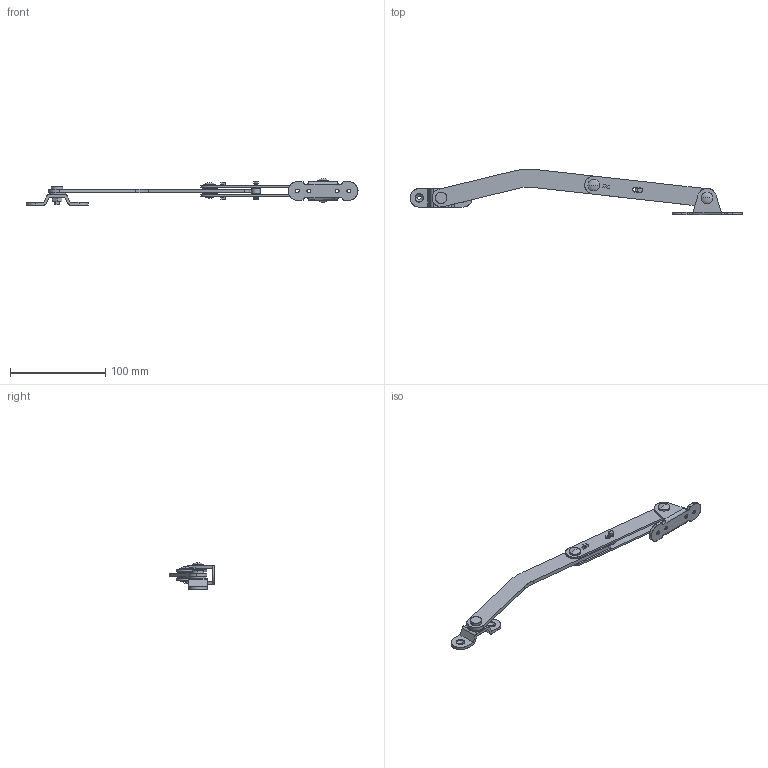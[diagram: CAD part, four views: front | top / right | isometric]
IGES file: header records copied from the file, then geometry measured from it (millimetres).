
Start section: SolidWorks IGES file using analytic representation for surfaces
Global section: file name: B-1451-2.IGS,15; native system: HSolidWorks 2007; preprocessor: SolidWorks 2007; author: nhaneda; date: 110113.085533; units: millimetre
Bounding box: 349.19 x 48.3 x 27.75 mm (x, y, z)
Surface area: 35544.9 mm2 (no closed solid volume)
Topology: 0 solids, 0 shells, 284 faces, 4427 edges, 4423 vertices
Faces by surface type: revolution 173, bspline 111
